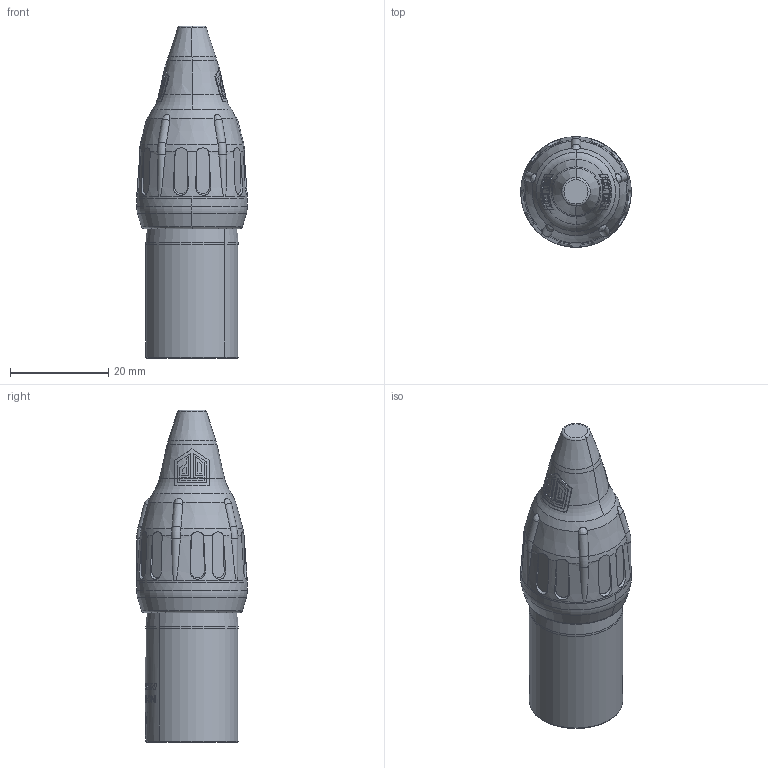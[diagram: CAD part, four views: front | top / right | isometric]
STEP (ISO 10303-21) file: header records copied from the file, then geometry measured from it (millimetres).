
FILE_DESCRIPTION((''),'2;1');
FILE_NAME('30010114','2022-11-22T13:45:49',('elias.feurle'),(''),'CREO PARAMETRIC BY PTC INC, 2021184','CREO PARAMETRIC BY PTC INC, 2021184','');
FILE_SCHEMA(('AUTOMOTIVE_DESIGN { 1 0 10303 214 1 1 1 1 }'));
Length unit declared in the file: millimetre
Products named in the file (1): 30010114
Bounding box: 22.6 x 22.6 x 67.7 mm (x, y, z)
Volume: 14571.5 mm3; surface area: 5311 mm2
Topology: 1 solids, 1 shells, 801 faces, 2212 edges, 1456 vertices
Faces by surface type: plane 500, bspline 166, cone 52, cylinder 47, torus 30, sphere 6
Entity records: 33955 total; most frequent: CARTESIAN_POINT 9657, ORIENTED_EDGE 4412, DIRECTION 3246, EDGE_CURVE 2206, VERTEX_POINT 1456, VECTOR 1330, LINE 1330, AXIS2_PLACEMENT_3D 958
